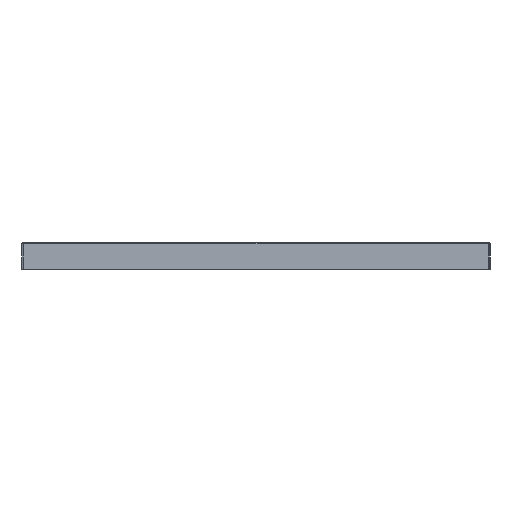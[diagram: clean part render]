
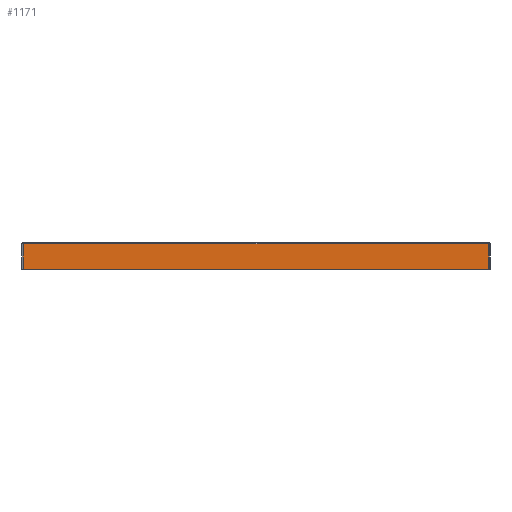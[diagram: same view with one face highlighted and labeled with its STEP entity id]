
A CAD part, left-side view. The second image highlights one B-rep face of the part: STEP entity #1171.
In plain terms, the highlighted planar face has unit normal (-1, 0, 0).
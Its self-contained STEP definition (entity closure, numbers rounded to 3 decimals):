
#393=B_SPLINE_CURVE_WITH_KNOTS('',3,(#21778,#21779,#21780,#21781,#21782,
#21783,#21784,#21785,#21786,#21787,#21788,#21789,#21790,#21791,#21792,#21793),
 .UNSPECIFIED.,.F.,.F.,(4,3,3,3,3,4),(0.,0.022,0.044,
0.131,0.481,1.),.UNSPECIFIED.);
#394=B_SPLINE_CURVE_WITH_KNOTS('',3,(#21796,#21797,#21798,#21799,#21800,
#21801,#21802,#21803,#21804,#21805,#21806,#21807,#21808,#21809,#21810,#21811,
#21812,#21813,#21814,#21815,#21816,#21817,#21818,#21819,#21820),
 .UNSPECIFIED.,.F.,.F.,(4,3,3,3,3,3,3,3,4),(0.,0.009,0.043,
0.181,0.732,0.869,0.956,
0.978,1.),.UNSPECIFIED.);
#810=FACE_OUTER_BOUND('',#1748,.T.);
#1171=ADVANCED_FACE('',(#810),#1448,.T.);
#1448=PLANE('',#6781);
#1748=EDGE_LOOP('',(#3323,#3324,#3325,#3326,#3327));
#3323=ORIENTED_EDGE('',*,*,#5351,.T.);
#3324=ORIENTED_EDGE('',*,*,#5352,.T.);
#3325=ORIENTED_EDGE('',*,*,#5353,.T.);
#3326=ORIENTED_EDGE('',*,*,#5347,.F.);
#3327=ORIENTED_EDGE('',*,*,#5354,.T.);
#4584=VERTEX_POINT('',#21769);
#4585=VERTEX_POINT('',#21771);
#4588=VERTEX_POINT('',#21794);
#4589=VERTEX_POINT('',#21795);
#4590=VERTEX_POINT('',#21821);
#5347=EDGE_CURVE('',#4584,#4585,#6000,.T.);
#5351=EDGE_CURVE('',#4588,#4589,#393,.T.);
#5352=EDGE_CURVE('',#4589,#4590,#394,.T.);
#5353=EDGE_CURVE('',#4590,#4585,#6002,.T.);
#5354=EDGE_CURVE('',#4584,#4588,#6003,.T.);
#6000=LINE('',#21770,#6390);
#6002=LINE('',#21822,#6392);
#6003=LINE('',#21823,#6393);
#6390=VECTOR('',#7969,1.);
#6392=VECTOR('',#7977,1.);
#6393=VECTOR('',#7978,1.);
#6781=AXIS2_PLACEMENT_3D('',#21824,#7979,#7980);
#7969=DIRECTION('',(0.,1.,0.));
#7977=DIRECTION('',(0.,0.,-1.));
#7978=DIRECTION('',(0.,0.,1.));
#7979=DIRECTION('',(-1.,0.,0.));
#7980=DIRECTION('',(0.,0.,1.));
#21769=CARTESIAN_POINT('',(-200.,-348.5,0.));
#21770=CARTESIAN_POINT('',(-200.,-350.,0.));
#21771=CARTESIAN_POINT('',(-200.,348.5,0.));
#21778=CARTESIAN_POINT('',(-200.,-348.5,38.48));
#21779=CARTESIAN_POINT('',(-200.,-345.959,38.452));
#21780=CARTESIAN_POINT('',(-200.,-343.418,38.464));
#21781=CARTESIAN_POINT('',(-200.,-340.877,38.464));
#21782=CARTESIAN_POINT('',(-200.,-338.336,38.464));
#21783=CARTESIAN_POINT('',(-200.,-335.796,38.464));
#21784=CARTESIAN_POINT('',(-200.,-333.255,38.464));
#21785=CARTESIAN_POINT('',(-200.,-323.092,38.464));
#21786=CARTESIAN_POINT('',(-200.,-312.928,38.464));
#21787=CARTESIAN_POINT('',(-200.,-302.765,38.464));
#21788=CARTESIAN_POINT('',(-200.,-262.112,38.464));
#21789=CARTESIAN_POINT('',(-200.,-221.459,38.464));
#21790=CARTESIAN_POINT('',(-200.,-180.806,38.464));
#21791=CARTESIAN_POINT('',(-200.,-120.537,38.464));
#21792=CARTESIAN_POINT('',(-200.,-60.269,38.464));
#21793=CARTESIAN_POINT('',(-200.,0.,38.464));
#21794=CARTESIAN_POINT('',(-200.,-348.5,38.48));
#21795=CARTESIAN_POINT('',(-200.,0.,38.464));
#21796=CARTESIAN_POINT('',(-200.,0.,38.464));
#21797=CARTESIAN_POINT('',(-200.,1.,38.464));
#21798=CARTESIAN_POINT('',(-200.,2.,38.464));
#21799=CARTESIAN_POINT('',(-200.,3.,38.464));
#21800=CARTESIAN_POINT('',(-200.,7.,38.464));
#21801=CARTESIAN_POINT('',(-200.,11.,38.464));
#21802=CARTESIAN_POINT('',(-200.,15.,38.464));
#21803=CARTESIAN_POINT('',(-200.,31.,38.464));
#21804=CARTESIAN_POINT('',(-200.,47.,38.464));
#21805=CARTESIAN_POINT('',(-200.,63.,38.464));
#21806=CARTESIAN_POINT('',(-200.,127.,38.464));
#21807=CARTESIAN_POINT('',(-200.,191.,38.464));
#21808=CARTESIAN_POINT('',(-200.,255.,38.464));
#21809=CARTESIAN_POINT('',(-200.,270.922,38.464));
#21810=CARTESIAN_POINT('',(-200.,286.843,38.464));
#21811=CARTESIAN_POINT('',(-200.,302.765,38.464));
#21812=CARTESIAN_POINT('',(-200.,312.928,38.464));
#21813=CARTESIAN_POINT('',(-200.,323.092,38.464));
#21814=CARTESIAN_POINT('',(-200.,333.255,38.464));
#21815=CARTESIAN_POINT('',(-200.,335.796,38.464));
#21816=CARTESIAN_POINT('',(-200.,338.336,38.464));
#21817=CARTESIAN_POINT('',(-200.,340.877,38.464));
#21818=CARTESIAN_POINT('',(-200.,343.418,38.464));
#21819=CARTESIAN_POINT('',(-200.,345.959,38.452));
#21820=CARTESIAN_POINT('',(-200.,348.5,38.48));
#21821=CARTESIAN_POINT('',(-200.,348.5,38.48));
#21822=CARTESIAN_POINT('',(-200.,348.5,39.));
#21823=CARTESIAN_POINT('',(-200.,-348.5,39.));
#21824=CARTESIAN_POINT('',(-200.,-350.,39.));
